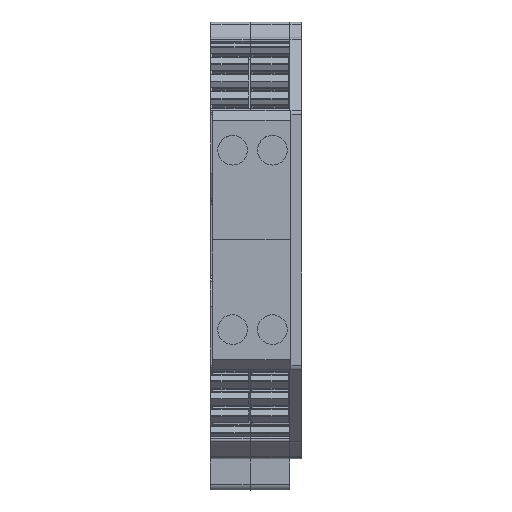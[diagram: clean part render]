
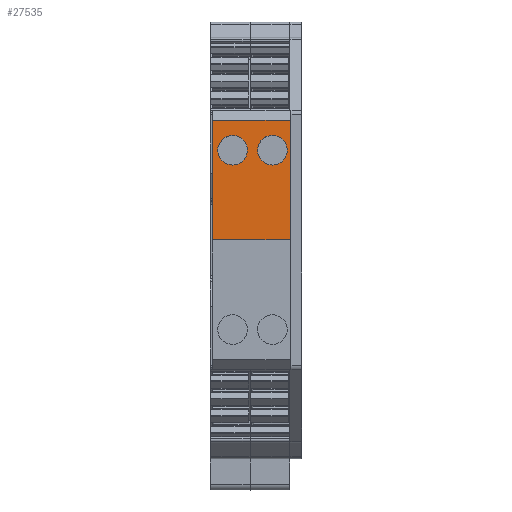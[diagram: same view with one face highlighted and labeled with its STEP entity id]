
A CAD part, top view. The second image highlights one B-rep face of the part: STEP entity #27535.
In plain terms, the highlighted planar face has unit normal (0, 0, 1).
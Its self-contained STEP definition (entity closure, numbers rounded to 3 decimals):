
#26863=AXIS2_PLACEMENT_3D('Plane Axis2P3D',#26860,#26861,#26862) ;
#27501=AXIS2_PLACEMENT_3D('Circle Axis2P3D',#27499,#27500,$) ;
#27510=AXIS2_PLACEMENT_3D('Circle Axis2P3D',#27508,#27509,$) ;
#27519=AXIS2_PLACEMENT_3D('Circle Axis2P3D',#27517,#27518,$) ;
#27528=AXIS2_PLACEMENT_3D('Circle Axis2P3D',#27526,#27527,$) ;
#26860=CARTESIAN_POINT('Axis2P3D Location',(5.25,32.,48.45)) ;
#26865=CARTESIAN_POINT('Line Origine',(5.25,32.,48.45)) ;
#26869=CARTESIAN_POINT('Vertex',(0.25,32.,48.45)) ;
#26871=CARTESIAN_POINT('Vertex',(10.25,32.,48.45)) ;
#26927=CARTESIAN_POINT('Line Origine',(0.25,39.675,48.45)) ;
#26931=CARTESIAN_POINT('Vertex',(0.25,47.35,48.45)) ;
#27213=CARTESIAN_POINT('Vertex',(10.25,47.35,48.45)) ;
#27216=CARTESIAN_POINT('Line Origine',(10.25,39.675,48.45)) ;
#27488=CARTESIAN_POINT('Line Origine',(5.25,47.35,48.45)) ;
#27499=CARTESIAN_POINT('Axis2P3D Location',(7.95,43.5,48.45)) ;
#27503=CARTESIAN_POINT('Vertex',(8.861,45.167,48.45)) ;
#27505=CARTESIAN_POINT('Vertex',(7.039,41.833,48.45)) ;
#27508=CARTESIAN_POINT('Axis2P3D Location',(7.95,43.5,48.45)) ;
#27517=CARTESIAN_POINT('Axis2P3D Location',(2.85,43.5,48.45)) ;
#27521=CARTESIAN_POINT('Vertex',(3.761,45.167,48.45)) ;
#27523=CARTESIAN_POINT('Vertex',(1.939,41.833,48.45)) ;
#27526=CARTESIAN_POINT('Axis2P3D Location',(2.85,43.5,48.45)) ;
#26861=DIRECTION('Axis2P3D Direction',(0.,0.,1.)) ;
#26862=DIRECTION('Axis2P3D XDirection',(0.,-1.,0.)) ;
#26866=DIRECTION('Vector Direction',(1.,0.,0.)) ;
#26928=DIRECTION('Vector Direction',(0.,1.,0.)) ;
#27217=DIRECTION('Vector Direction',(0.,1.,0.)) ;
#27489=DIRECTION('Vector Direction',(1.,0.,0.)) ;
#27500=DIRECTION('Axis2P3D Direction',(0.,0.,1.)) ;
#27509=DIRECTION('Axis2P3D Direction',(0.,0.,1.)) ;
#27518=DIRECTION('Axis2P3D Direction',(0.,0.,1.)) ;
#27527=DIRECTION('Axis2P3D Direction',(0.,0.,1.)) ;
#26867=VECTOR('Line Direction',#26866,1.) ;
#26929=VECTOR('Line Direction',#26928,1.) ;
#27218=VECTOR('Line Direction',#27217,1.) ;
#27490=VECTOR('Line Direction',#27489,1.) ;
#27494=ORIENTED_EDGE('',*,*,#27492,.F.) ;
#27495=ORIENTED_EDGE('',*,*,#26933,.T.) ;
#27496=ORIENTED_EDGE('',*,*,#26873,.T.) ;
#27497=ORIENTED_EDGE('',*,*,#27220,.F.) ;
#27514=ORIENTED_EDGE('',*,*,#27507,.F.) ;
#27515=ORIENTED_EDGE('',*,*,#27512,.F.) ;
#27532=ORIENTED_EDGE('',*,*,#27525,.F.) ;
#27533=ORIENTED_EDGE('',*,*,#27530,.F.) ;
#27516=FACE_BOUND('',#27513,.T.) ;
#27534=FACE_BOUND('',#27531,.T.) ;
#27535=ADVANCED_FACE('V4',(#27498,#27516,#27534),#26864,.T.) ;
#27502=CIRCLE('generated circle',#27501,1.9) ;
#27511=CIRCLE('generated circle',#27510,1.9) ;
#27520=CIRCLE('generated circle',#27519,1.9) ;
#27529=CIRCLE('generated circle',#27528,1.9) ;
#26873=EDGE_CURVE('',#26870,#26872,#26868,.T.) ;
#26933=EDGE_CURVE('',#26932,#26870,#26930,.F.) ;
#27220=EDGE_CURVE('',#27214,#26872,#27219,.F.) ;
#27492=EDGE_CURVE('',#26932,#27214,#27491,.T.) ;
#27507=EDGE_CURVE('',#27504,#27506,#27502,.T.) ;
#27512=EDGE_CURVE('',#27506,#27504,#27511,.T.) ;
#27525=EDGE_CURVE('',#27522,#27524,#27520,.T.) ;
#27530=EDGE_CURVE('',#27524,#27522,#27529,.T.) ;
#27493=EDGE_LOOP('',(#27494,#27495,#27496,#27497)) ;
#27513=EDGE_LOOP('',(#27514,#27515)) ;
#27531=EDGE_LOOP('',(#27532,#27533)) ;
#27498=FACE_OUTER_BOUND('',#27493,.T.) ;
#26868=LINE('Line',#26865,#26867) ;
#26930=LINE('Line',#26927,#26929) ;
#27219=LINE('Line',#27216,#27218) ;
#27491=LINE('Line',#27488,#27490) ;
#26864=PLANE('',#26863) ;
#26870=VERTEX_POINT('',#26869) ;
#26872=VERTEX_POINT('',#26871) ;
#26932=VERTEX_POINT('',#26931) ;
#27214=VERTEX_POINT('',#27213) ;
#27504=VERTEX_POINT('',#27503) ;
#27506=VERTEX_POINT('',#27505) ;
#27522=VERTEX_POINT('',#27521) ;
#27524=VERTEX_POINT('',#27523) ;
